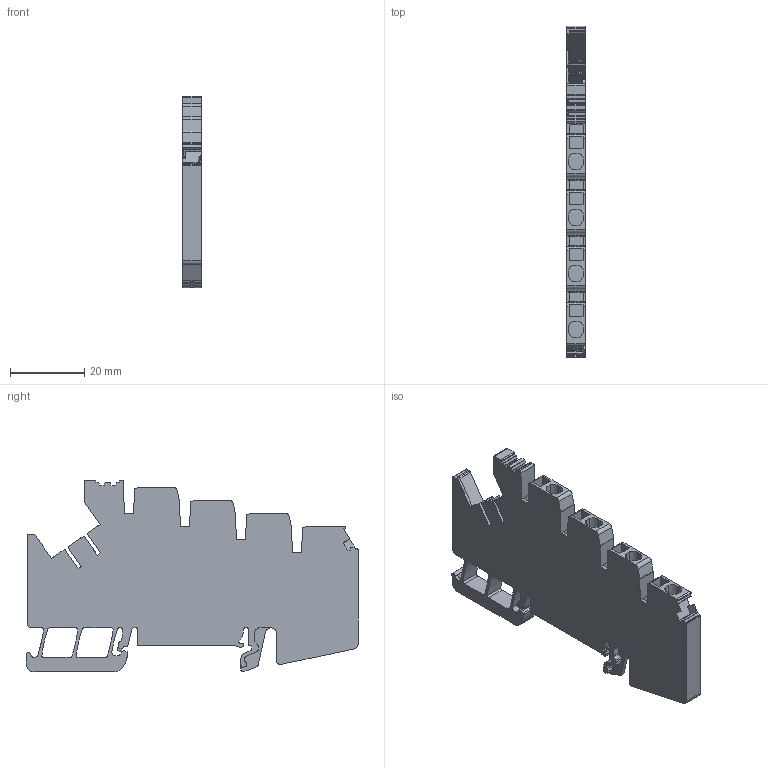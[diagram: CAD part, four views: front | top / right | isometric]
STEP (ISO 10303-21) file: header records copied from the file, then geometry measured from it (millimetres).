
FILE_DESCRIPTION(('CATIA V5R24 STEP','CAx-IF Rec.Pracs.--- Model Styling and Organization---1.2---2011-12-15'),'2;1');
FILE_NAME ('D1454676_0', '2017-09-27T12:24:56+00:00', ('Weidmueller Interface'), ('Weidmueller'), 'CATIA Version 5-6 Release 2014 SP4 HF52', 'CATIA V5 STEP AP214', 'none');
FILE_SCHEMA(('AUTOMOTIVE_DESIGN { 1 0 10303 214 1 1 1 1 }'));
Length unit declared in the file: millimetre
Products named in the file (1): v5-standard_part
Bounding box: 5.1 x 89.53 x 51.75 mm (x, y, z)
Volume: 14183.1 mm3; surface area: 11270.1 mm2
Topology: 5 solids, 5 shells, 514 faces, 1456 edges, 958 vertices
Faces by surface type: plane 352, cylinder 160, bspline 2
Entity records: 16069 total; most frequent: CARTESIAN_POINT 2972, ORIENTED_EDGE 2912, DIRECTION 2353, EDGE_CURVE 1456, VECTOR 1112, LINE 1112, VERTEX_POINT 958, AXIS2_PLACEMENT_3D 781
